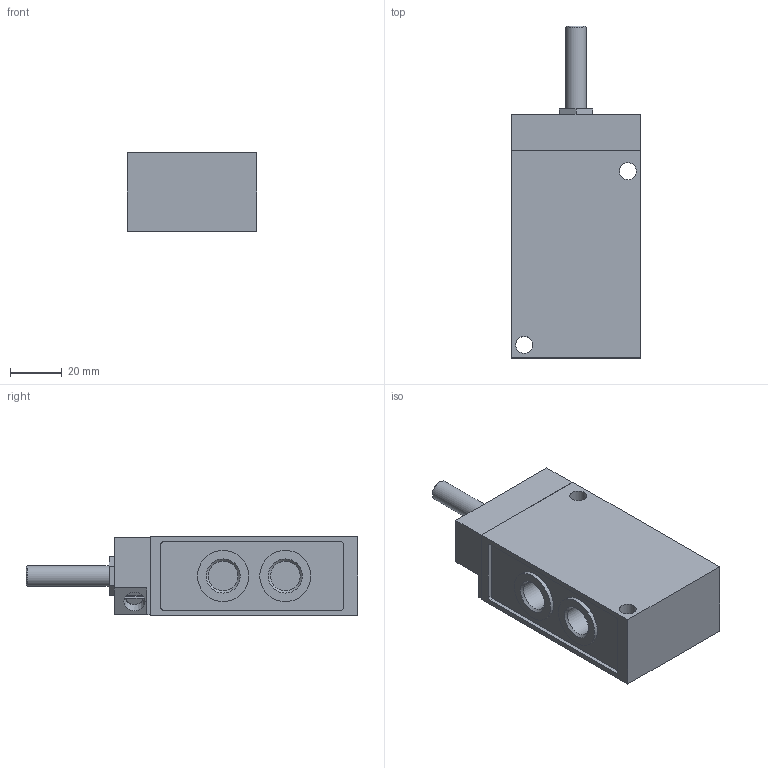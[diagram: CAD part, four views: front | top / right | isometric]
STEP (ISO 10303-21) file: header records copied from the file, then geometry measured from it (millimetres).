
FILE_DESCRIPTION(/* description */ ('STEP AP214'),/* implementation_level */ '2;1');
FILE_NAME(/* name */ '6211_MFH-5-1_4',/* time_stamp */ '2024-09-05T09:19:50+02:00',/* author */ ('License CC BY-ND 4.0'),/* organization */ ('CADENAS'),/* preprocessor_version */ 'ST-DEVELOPER v19.3',/* originating_system */ 'PARTsolutions',/* authorisation */ ' ');
FILE_SCHEMA (('AUTOMOTIVE_DESIGN {1 0 10303 214 3 1 1}'));
Length unit declared in the file: millimetre
Products named in the file (1): 6211 MFH-5-1/4
Bounding box: 50 x 128 x 30.4 mm (x, y, z)
Volume: 130920.8 mm3; surface area: 23876.7 mm2
Topology: 1 solids, 1 shells, 160 faces, 386 edges, 249 vertices
Faces by surface type: plane 83, cylinder 52, cone 23, torus 2
Full cylindrical faces by diameter (mm): 4.134 x1, 6.5 x2, 7 x2, 7.4 x2, 8 x1, 11.445 x5, 19.735 x4
Entity records: 4571 total; most frequent: CARTESIAN_POINT 963, DIRECTION 719, ORIENTED_EDGE 706, EDGE_CURVE 353, AXIS2_PLACEMENT_3D 269, VERTEX_POINT 245, FACE_BOUND 214, EDGE_LOOP 213
